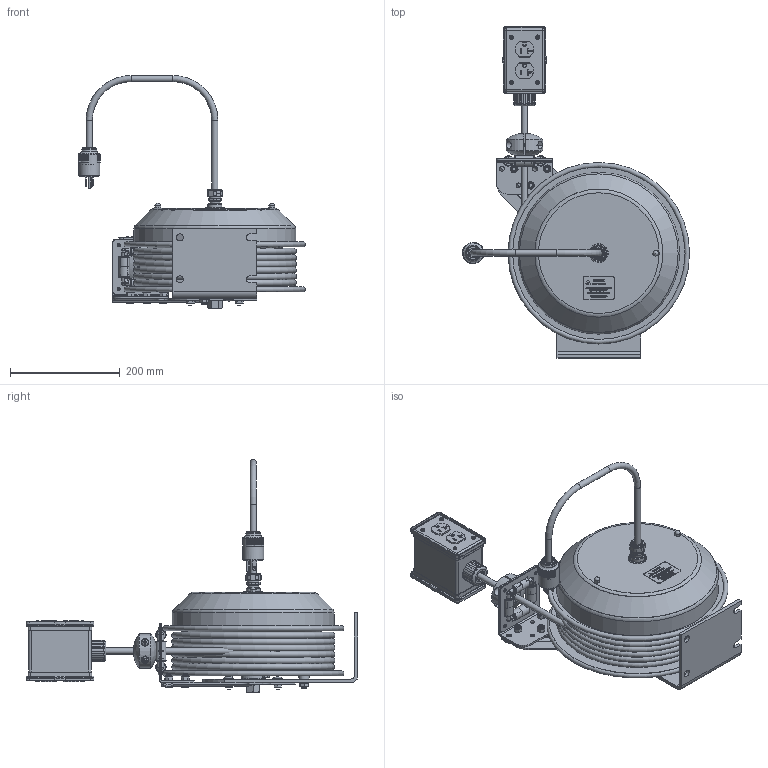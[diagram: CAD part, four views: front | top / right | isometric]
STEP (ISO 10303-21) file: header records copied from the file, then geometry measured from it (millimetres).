
FILE_DESCRIPTION(/* description */ (''),/* implementation_level */ '2;1');
FILE_NAME(/* name */ 'EZ-PC13-5012-B_SHARED.stp',/* time_stamp */ '2020-03-12T10:38:06-07:00',/* author */ ('NMelton'),/* organization */ (''),/* preprocessor_version */ 'ST-DEVELOPER v17',/* originating_system */ 'Autodesk Inventor 2019',/* authorisation */ '');
FILE_SCHEMA (('AUTOMOTIVE_DESIGN { 1 0 10303 214 3 1 1 }'));
Products named in the file (1): EZ-PC13-5012-B_SHARED
Bounding box: 413.17 x 603.94 x 424.12 mm (x, y, z)
Surface area: 1182228.4 mm2 (no closed solid volume)
Topology: 0 solids, 279 shells, 3617 faces, 16467 edges, 12661 vertices
Faces by surface type: plane 2268, cylinder 537, bspline 493, cone 161, torus 103, sphere 55
Full cylindrical faces by diameter (mm): 2.413 x1, 2.54 x1, 3.048 x2, 3.429 x8, 3.81 x3, 4.699 x4, 4.7 x46, 4.801 x4, 4.826 x3, 5.156 x2, 5.588 x1, 6.35 x50, 7.137 x8, 7.938 x3, 8.001 x2, 8.731 x7, 11.303 x4, 11.43 x3, 12.192 x8, 12.255 x1, 12.446 x1, 12.497 x2, 12.7 x2, 13.462 x2, 15.875 x3, 16.002 x1, 17.399 x1, 18.745 x1, 19.05 x5, 19.736 x1
Entity records: 187059 total; most frequent: CARTESIAN_POINT 62028, ORIENTED_EDGE 24256, DIRECTION 20634, EDGE_CURVE 16431, VERTEX_POINT 12662, LINE 9670, VECTOR 9670, AXIS2_PLACEMENT_3D 5482
